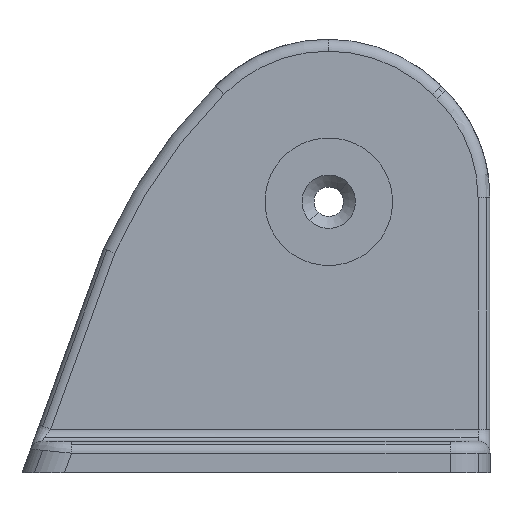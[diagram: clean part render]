
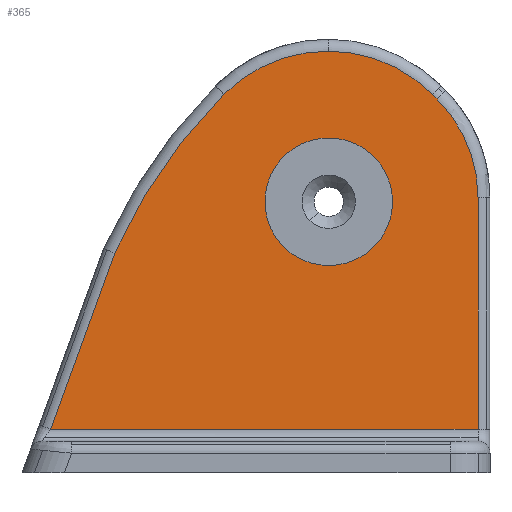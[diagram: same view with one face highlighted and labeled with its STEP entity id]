
A CAD part, left-side view. The second image highlights one B-rep face of the part: STEP entity #365.
In plain terms, the highlighted planar face has unit normal (-1, 0, 0).
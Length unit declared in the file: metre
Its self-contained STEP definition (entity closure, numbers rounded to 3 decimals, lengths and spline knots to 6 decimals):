
#365=ADVANCED_FACE('0:587',(#1058,#1059),#1060,.F.);
#1058=FACE_OUTER_BOUND('',#12976,.T.);
#1059=FACE_BOUND('',#12977,.T.);
#1060=PLANE('',#12978);
#12976=EDGE_LOOP('',(#16150,#16151,#16152,#16153,#16154,#16155,#16156,#16157));
#12977=EDGE_LOOP('',(#16158,#16159));
#12978=AXIS2_PLACEMENT_3D('',#16160,#16161,#16162);
#16150=ORIENTED_EDGE('',*,*,#16821,.F.);
#16151=ORIENTED_EDGE('',*,*,#16744,.F.);
#16152=ORIENTED_EDGE('',*,*,#16676,.F.);
#16153=ORIENTED_EDGE('',*,*,#17488,.F.);
#16154=ORIENTED_EDGE('',*,*,#16942,.F.);
#16155=ORIENTED_EDGE('',*,*,#17372,.F.);
#16156=ORIENTED_EDGE('',*,*,#16955,.F.);
#16157=ORIENTED_EDGE('',*,*,#17371,.F.);
#16158=ORIENTED_EDGE('',*,*,#16957,.F.);
#16159=ORIENTED_EDGE('',*,*,#17368,.F.);
#16160=CARTESIAN_POINT('',(-0.060542,-0.013537,-0.013748));
#16161=DIRECTION('',(1.0,0.,0.));
#16162=DIRECTION('',(0.,0.707,-0.707));
#16676=EDGE_CURVE('0:2177',#17641,#17643,#17644,.T.);
#16744=EDGE_CURVE('0:2174',#17643,#17777,#17778,.T.);
#16821=EDGE_CURVE('0:1985',#17777,#17913,#17914,.T.);
#16942=EDGE_CURVE('0:1745',#18142,#18144,#18145,.T.);
#16955=EDGE_CURVE('0:1736',#18167,#18163,#18169,.T.);
#16957=EDGE_CURVE('0:1718',#18170,#18173,#18174,.T.);
#17368=EDGE_CURVE('0:1718',#18173,#18170,#18804,.T.);
#17371=EDGE_CURVE('0:1727',#17913,#18167,#18808,.T.);
#17372=EDGE_CURVE('0:1736',#18163,#18142,#18809,.T.);
#17488=EDGE_CURVE('0:2180',#18144,#17641,#18952,.T.);
#17641=VERTEX_POINT('',#19143);
#17643=VERTEX_POINT('',#19145);
#17644=LINE('',#19146,#19147);
#17777=VERTEX_POINT('',#19354);
#17778=LINE('',#19355,#19356);
#17913=VERTEX_POINT('',#19588);
#17914=LINE('',#19589,#19590);
#18142=VERTEX_POINT('',#20068);
#18144=VERTEX_POINT('',#20070);
#18145=LINE('',#20071,#20072);
#18163=VERTEX_POINT('',#20094);
#18167=VERTEX_POINT('',#20098);
#18169=CIRCLE('',#20111,0.0185);
#18170=VERTEX_POINT('',#20112);
#18173=VERTEX_POINT('',#20116);
#18174=CIRCLE('',#20117,0.008);
#18804=CIRCLE('',#21850,0.008);
#18808=CIRCLE('',#21865,0.0685);
#18809=CIRCLE('',#21866,0.0185);
#18952=CIRCLE('',#22305,0.0175);
#19143=CARTESIAN_POINT('',(-0.060542,0.0032,0.031497));
#19145=CARTESIAN_POINT('',(-0.060542,0.0032,0.0025));
#19146=CARTESIAN_POINT('',(-0.060542,0.0032,-0.001649));
#19147=VECTOR('',#22569,1.0);
#19354=CARTESIAN_POINT('',(-0.060542,0.056741,0.0025));
#19355=CARTESIAN_POINT('',(-0.060542,0.008548,0.0025));
#19356=VECTOR('',#22703,1.0);
#19588=CARTESIAN_POINT('',(-0.060542,0.048706,0.024577));
#19589=CARTESIAN_POINT('',(-0.060542,0.062302,-0.012777));
#19590=VECTOR('',#22846,1.0);
#20068=CARTESIAN_POINT('',(-0.060542,0.008889,0.044435));
#20070=CARTESIAN_POINT('',(-0.060542,0.008326,0.043871));
#20071=CARTESIAN_POINT('',(-0.060542,-0.032476,0.003069));
#20072=VECTOR('',#23062,1.0);
#20094=CARTESIAN_POINT('',(-0.060542,0.021971,0.049854));
#20098=CARTESIAN_POINT('',(-0.060542,0.035049,0.044438));
#20111=AXIS2_PLACEMENT_3D('',#23088,#23089,#23090);
#20112=CARTESIAN_POINT('',(-0.060542,0.016243,0.036657));
#20116=CARTESIAN_POINT('',(-0.060542,0.027557,0.025343));
#20117=AXIS2_PLACEMENT_3D('',#23092,#23093,#23094);
#21850=AXIS2_PLACEMENT_3D('',#23845,#23846,#23847);
#21865=AXIS2_PLACEMENT_3D('',#23851,#23852,#23853);
#21866=AXIS2_PLACEMENT_3D('',#23854,#23855,#23856);
#22305=AXIS2_PLACEMENT_3D('',#24106,#24107,#24108);
#22569=DIRECTION('',(0.,0.,-1.0));
#22703=DIRECTION('',(0.,1.0,0.));
#22846=DIRECTION('',(0.,-0.342,0.94));
#23062=DIRECTION('',(0.,-0.707,-0.707));
#23088=CARTESIAN_POINT('',(-0.060542,0.021971,0.031354));
#23089=DIRECTION('',(1.0,0.,0.));
#23090=DIRECTION('',(0.,0.,1.0));
#23092=CARTESIAN_POINT('',(-0.060542,0.0219,0.031));
#23093=DIRECTION('',(-1.0,0.,0.));
#23094=DIRECTION('',(0.,-0.707,0.707));
#23845=CARTESIAN_POINT('',(-0.060542,0.0219,0.031));
#23846=DIRECTION('',(-1.0,0.,0.));
#23847=DIRECTION('',(0.,-0.707,0.707));
#23851=CARTESIAN_POINT('',(-0.060542,-0.013686,-0.003698));
#23852=DIRECTION('',(1.0,0.,0.));
#23853=DIRECTION('',(0.,0.824,0.566));
#23854=CARTESIAN_POINT('',(-0.060542,0.021971,0.031354));
#23855=DIRECTION('',(1.0,0.,0.));
#23856=DIRECTION('',(0.,0.,1.0));
#24106=CARTESIAN_POINT('',(-0.060542,0.0207,0.031497));
#24107=DIRECTION('',(1.0,0.,0.));
#24108=DIRECTION('',(0.,-0.924,0.383));
